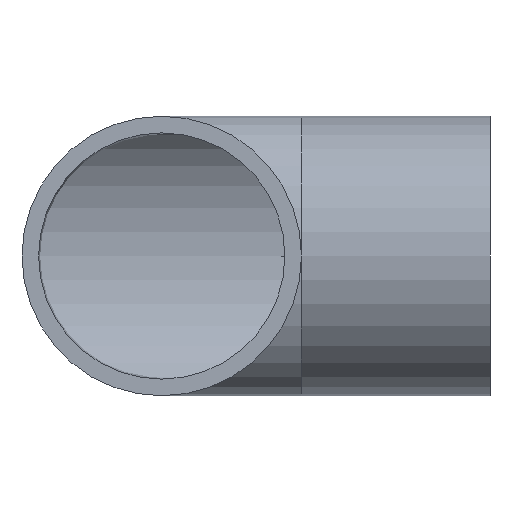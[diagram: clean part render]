
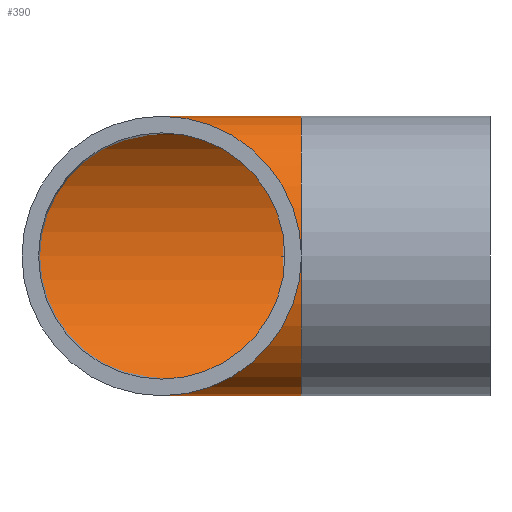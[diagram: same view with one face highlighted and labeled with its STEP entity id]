
A CAD part, front view. The second image highlights one B-rep face of the part: STEP entity #390.
In plain terms, the highlighted toroidal (fillet/blend) face has major radius 157.5 mm and minor radius 157.5 mm.
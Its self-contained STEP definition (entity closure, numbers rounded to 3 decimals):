
#3 = EDGE_CURVE ( 'NONE', #13, #429, #243, .T. ) ;
#12 = DIRECTION ( 'NONE',  ( 0., 0., 1. ) ) ;
#13 = VERTEX_POINT ( 'NONE', #97 ) ;
#15 = TOROIDAL_SURFACE ( 'NONE', #79, 157.5, 157.5 ) ;
#16 = ORIENTED_EDGE ( 'NONE', *, *, #398, .F. ) ;
#27 = DIRECTION ( 'NONE',  ( 1., 0., 0. ) ) ;
#32 = DIRECTION ( 'NONE',  ( -1., 0., 0. ) ) ;
#33 = AXIS2_PLACEMENT_3D ( 'NONE', #122, #105, #91 ) ;
#44 = EDGE_LOOP ( 'NONE', ( #165, #95, #128, #234, #16, #103 ) ) ;
#52 = DIRECTION ( 'NONE',  ( 0., 1., 0. ) ) ;
#61 = CARTESIAN_POINT ( 'NONE',  ( 157.5, 370., 0. ) ) ;
#70 = CARTESIAN_POINT ( 'NONE',  ( 157.5, 370., 0. ) ) ;
#72 = AXIS2_PLACEMENT_3D ( 'NONE', #384, #52, #205 ) ;
#79 = AXIS2_PLACEMENT_3D ( 'NONE', #220, #363, #32 ) ;
#86 = EDGE_CURVE ( 'NONE', #214, #245, #367, .T. ) ;
#91 = DIRECTION ( 'NONE',  ( 0., 0., 1. ) ) ;
#95 = ORIENTED_EDGE ( 'NONE', *, *, #3, .T. ) ;
#97 = CARTESIAN_POINT ( 'NONE',  ( 157.5, 212.5, 0. ) ) ;
#103 = ORIENTED_EDGE ( 'NONE', *, *, #86, .F. ) ;
#104 = DIRECTION ( 'NONE',  ( 0., 1., 0. ) ) ;
#105 = DIRECTION ( 'NONE',  ( 0., 1., 0. ) ) ;
#122 = CARTESIAN_POINT ( 'NONE',  ( 0., 212.5, 0. ) ) ;
#128 = ORIENTED_EDGE ( 'NONE', *, *, #141, .T. ) ;
#141 = EDGE_CURVE ( 'NONE', #429, #197, #281, .T. ) ;
#145 = AXIS2_PLACEMENT_3D ( 'NONE', #70, #188, #321 ) ;
#151 = AXIS2_PLACEMENT_3D ( 'NONE', #434, #104, #250 ) ;
#159 = AXIS2_PLACEMENT_3D ( 'NONE', #61, #340, #12 ) ;
#165 = ORIENTED_EDGE ( 'NONE', *, *, #337, .F. ) ;
#182 = DIRECTION ( 'NONE',  ( 0., 0., 1. ) ) ;
#188 = DIRECTION ( 'NONE',  ( 1., 0., 0. ) ) ;
#197 = VERTEX_POINT ( 'NONE', #242 ) ;
#205 = DIRECTION ( 'NONE',  ( 0., 0., 1. ) ) ;
#210 = CARTESIAN_POINT ( 'NONE',  ( 157.5, 370., -157.5 ) ) ;
#214 = VERTEX_POINT ( 'NONE', #210 ) ;
#216 = CIRCLE ( 'NONE', #486, 157.5 ) ;
#220 = CARTESIAN_POINT ( 'NONE',  ( 157.5, 212.5, 0. ) ) ;
#225 = CARTESIAN_POINT ( 'NONE',  ( 0., 212.5, -157.5 ) ) ;
#234 = ORIENTED_EDGE ( 'NONE', *, *, #310, .T. ) ;
#242 = CARTESIAN_POINT ( 'NONE',  ( 0., 212.5, 157.5 ) ) ;
#243 = CIRCLE ( 'NONE', #33, 157.5 ) ;
#245 = VERTEX_POINT ( 'NONE', #312 ) ;
#250 = DIRECTION ( 'NONE',  ( 0., 0., 1. ) ) ;
#255 = FACE_OUTER_BOUND ( 'NONE', #44, .T. ) ;
#281 = CIRCLE ( 'NONE', #72, 157.5 ) ;
#310 = EDGE_CURVE ( 'NONE', #197, #13, #356, .T. ) ;
#312 = CARTESIAN_POINT ( 'NONE',  ( 157.5, 370., 157.5 ) ) ;
#321 = DIRECTION ( 'NONE',  ( 0., 0., 1. ) ) ;
#337 = EDGE_CURVE ( 'NONE', #13, #214, #216, .T. ) ;
#340 = DIRECTION ( 'NONE',  ( 1., 0., 0. ) ) ;
#346 = CIRCLE ( 'NONE', #145, 157.5 ) ;
#355 = CARTESIAN_POINT ( 'NONE',  ( 157.5, 370., 0. ) ) ;
#356 = CIRCLE ( 'NONE', #151, 157.5 ) ;
#363 = DIRECTION ( 'NONE',  ( 0., 0., -1. ) ) ;
#367 = CIRCLE ( 'NONE', #159, 157.5 ) ;
#384 = CARTESIAN_POINT ( 'NONE',  ( 0., 212.5, 0. ) ) ;
#390 = ADVANCED_FACE ( 'NONE', ( #255 ), #15, .T. ) ;
#398 = EDGE_CURVE ( 'NONE', #245, #13, #346, .T. ) ;
#429 = VERTEX_POINT ( 'NONE', #225 ) ;
#434 = CARTESIAN_POINT ( 'NONE',  ( 0., 212.5, 0. ) ) ;
#486 = AXIS2_PLACEMENT_3D ( 'NONE', #355, #27, #182 ) ;
